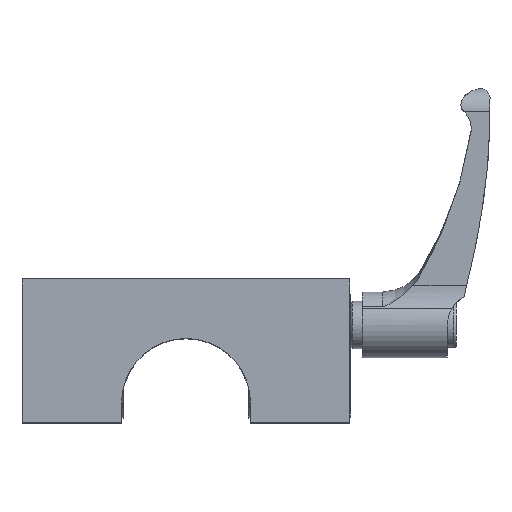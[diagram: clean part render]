
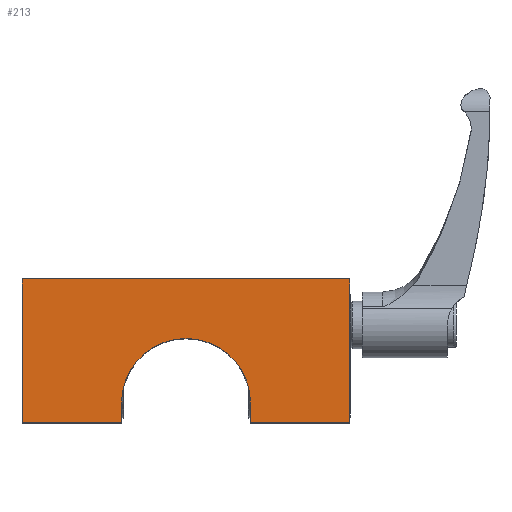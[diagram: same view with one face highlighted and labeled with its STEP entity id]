
A CAD part, top view. The second image highlights one B-rep face of the part: STEP entity #213.
In plain terms, the highlighted face is planar.
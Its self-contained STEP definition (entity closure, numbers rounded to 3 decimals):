
#213 = ADVANCED_FACE( '', ( #450 ), #451, .F. );
#450 = FACE_OUTER_BOUND( '', #758, .T. );
#451 = PLANE( '', #759 );
#758 = EDGE_LOOP( '', ( #1154, #1155, #1156, #1157, #1158, #1159, #1160, #1161 ) );
#759 = AXIS2_PLACEMENT_3D( '', #1162, #1163, #1164 );
#1154 = ORIENTED_EDGE( '', *, *, #1615, .F. );
#1155 = ORIENTED_EDGE( '', *, *, #1616, .F. );
#1156 = ORIENTED_EDGE( '', *, *, #1617, .F. );
#1157 = ORIENTED_EDGE( '', *, *, #1618, .F. );
#1158 = ORIENTED_EDGE( '', *, *, #1583, .F. );
#1159 = ORIENTED_EDGE( '', *, *, #1619, .T. );
#1160 = ORIENTED_EDGE( '', *, *, #1541, .F. );
#1161 = ORIENTED_EDGE( '', *, *, #1591, .F. );
#1162 = CARTESIAN_POINT( '', ( -38., 8., 0. ) );
#1163 = DIRECTION( '', ( 1., 0., 0. ) );
#1164 = DIRECTION( '', ( 0., 0., -1. ) );
#1541 = EDGE_CURVE( '', #1811, #1803, #1813, .T. );
#1583 = EDGE_CURVE( '', #1877, #1879, #1880, .T. );
#1591 = EDGE_CURVE( '', #1892, #1811, #1893, .T. );
#1615 = EDGE_CURVE( '', #1926, #1892, #1927, .T. );
#1616 = EDGE_CURVE( '', #1928, #1926, #1929, .T. );
#1617 = EDGE_CURVE( '', #1930, #1928, #1931, .T. );
#1618 = EDGE_CURVE( '', #1879, #1930, #1932, .T. );
#1619 = EDGE_CURVE( '', #1877, #1803, #1933, .T. );
#1803 = VERTEX_POINT( '', #2368 );
#1811 = VERTEX_POINT( '', #2379 );
#1813 = LINE( '', #2382, #2383 );
#1877 = VERTEX_POINT( '', #2499 );
#1879 = VERTEX_POINT( '', #2502 );
#1880 = LINE( '', #2503, #2504 );
#1892 = VERTEX_POINT( '', #2519 );
#1893 = LINE( '', #2520, #2521 );
#1926 = VERTEX_POINT( '', #2594 );
#1927 = LINE( '', #2595, #2596 );
#1928 = VERTEX_POINT( '', #2597 );
#1929 = LINE( '', #2598, #2599 );
#1930 = VERTEX_POINT( '', #2600 );
#1931 = LINE( '', #2601, #2602 );
#1932 = LINE( '', #2603, #2604 );
#1933 = CIRCLE( '', #2605, 26. );
#2368 = CARTESIAN_POINT( '', ( -38., 8., 26. ) );
#2379 = CARTESIAN_POINT( '', ( -38., 0., 26. ) );
#2382 = CARTESIAN_POINT( '', ( -38., 0., 26. ) );
#2383 = VECTOR( '', #2911, 1000. );
#2499 = CARTESIAN_POINT( '', ( -38., 8., -26. ) );
#2502 = CARTESIAN_POINT( '', ( -38., 0., -26. ) );
#2503 = CARTESIAN_POINT( '', ( -38., 8., -26. ) );
#2504 = VECTOR( '', #2974, 1000. );
#2519 = CARTESIAN_POINT( '', ( -38., 0., 66. ) );
#2520 = CARTESIAN_POINT( '', ( -38., 0., 66. ) );
#2521 = VECTOR( '', #2984, 1000. );
#2594 = CARTESIAN_POINT( '', ( -38., 58., 66. ) );
#2595 = CARTESIAN_POINT( '', ( -38., 58., 66. ) );
#2596 = VECTOR( '', #3009, 1000. );
#2597 = CARTESIAN_POINT( '', ( -38., 58., -66. ) );
#2598 = CARTESIAN_POINT( '', ( -38., 58., -66. ) );
#2599 = VECTOR( '', #3010, 1000. );
#2600 = CARTESIAN_POINT( '', ( -38., 0., -66. ) );
#2601 = CARTESIAN_POINT( '', ( -38., 0., -66. ) );
#2602 = VECTOR( '', #3011, 1000. );
#2603 = CARTESIAN_POINT( '', ( -38., 0., -26. ) );
#2604 = VECTOR( '', #3012, 1000. );
#2605 = AXIS2_PLACEMENT_3D( '', #3013, #3014, #3015 );
#2911 = DIRECTION( '', ( 0., 1., 0. ) );
#2974 = DIRECTION( '', ( 0., -1., 0. ) );
#2984 = DIRECTION( '', ( 0., 0., -1. ) );
#3009 = DIRECTION( '', ( 0., -1., 0. ) );
#3010 = DIRECTION( '', ( 0., 0., 1. ) );
#3011 = DIRECTION( '', ( 0., 1., 0. ) );
#3012 = DIRECTION( '', ( 0., 0., -1. ) );
#3013 = CARTESIAN_POINT( '', ( -38., 8., 0. ) );
#3014 = DIRECTION( '', ( 1., 0., 0. ) );
#3015 = DIRECTION( '', ( 0., 0., -1. ) );
